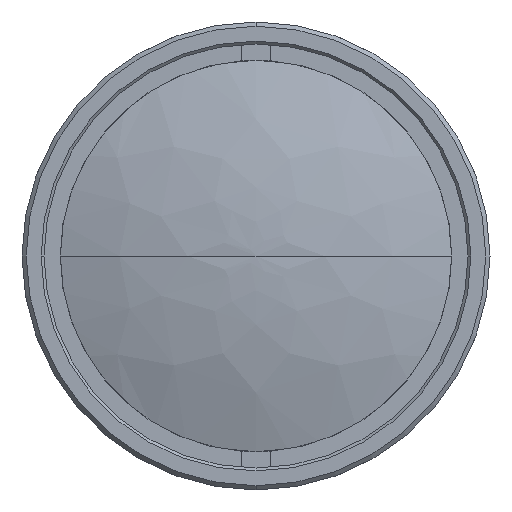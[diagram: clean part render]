
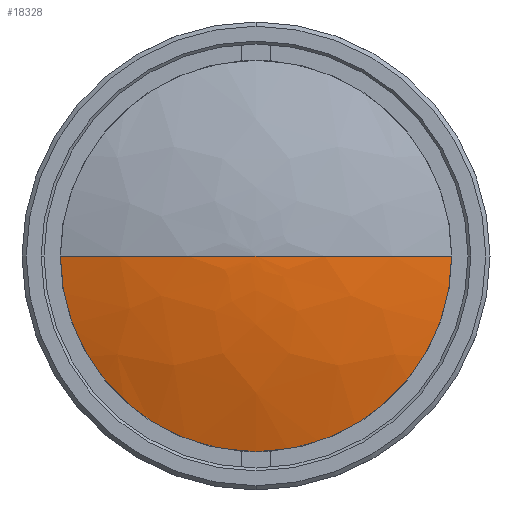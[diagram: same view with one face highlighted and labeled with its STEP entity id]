
A CAD part, left-side view. The second image highlights one B-rep face of the part: STEP entity #18328.
In plain terms, the highlighted free-form (B-spline) face has degree [3, 3] with [4, 4] control points.
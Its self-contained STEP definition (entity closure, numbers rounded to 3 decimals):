
#319 = CARTESIAN_POINT ( 'NONE',  ( -51.518, 0., 0. ) ) ;
#1097 = EDGE_LOOP ( 'NONE', ( #12667, #14612, #2785 ) ) ;
#1403 = CARTESIAN_POINT ( 'NONE',  ( -51.518, -4.882, -9.764 ) ) ;
#1898 = CARTESIAN_POINT ( 'NONE',  ( -51.518, 4.882, 0. ) ) ;
#1977 = CARTESIAN_POINT ( 'NONE',  ( -49.07, 14.3, 0. ) ) ;
#2731 = CARTESIAN_POINT ( 'NONE',  ( -51.518, 0., 0. ) ) ;
#2785 = ORIENTED_EDGE ( 'NONE', *, *, #11195, .F. ) ;
#3485 = DIRECTION ( 'NONE',  ( 1., 0., 0. ) ) ;
#4260 = CARTESIAN_POINT ( 'NONE',  ( -51.518, -4.882, 0. ) ) ;
#4350 = CARTESIAN_POINT ( 'NONE',  ( -50.694, -9.695, 0. ) ) ;
#5340 = VERTEX_POINT ( 'NONE', #18635 ) ;
#6101 =( BOUNDED_CURVE ( )  B_SPLINE_CURVE ( 3, ( #319, #14948, #10690, #8892 ),
 .UNSPECIFIED., .F., .T. ) 
 B_SPLINE_CURVE_WITH_KNOTS ( ( 4, 4 ),
 ( 0., 0.98 ),
 .UNSPECIFIED. ) 
 CURVE ( )  GEOMETRIC_REPRESENTATION_ITEM ( )  RATIONAL_B_SPLINE_CURVE ( ( 1., 0.99, 0.99, 0.999 ) ) 
 REPRESENTATION_ITEM ( '' )  );
#7029 = CARTESIAN_POINT ( 'NONE',  ( -51.518, 0., 0. ) ) ;
#7310 = VERTEX_POINT ( 'NONE', #14708 ) ;
#7715 = CARTESIAN_POINT ( 'NONE',  ( -50.694, 9.695, 0. ) ) ;
#7800 = CARTESIAN_POINT ( 'NONE',  ( -49.07, -14.3, 0. ) ) ;
#8752 = CARTESIAN_POINT ( 'NONE',  ( -50.694, 9.695, -19.389 ) ) ;
#8892 = CARTESIAN_POINT ( 'NONE',  ( -49.07, -14.3, 0. ) ) ;
#9264 =( BOUNDED_SURFACE ( )  B_SPLINE_SURFACE ( 3, 3, ( 
 ( #7029, #9978, #15754, #2731 ),
 ( #4260, #1403, #13006, #17384 ),
 ( #4350, #15957, #8752, #14535 ),
 ( #7800, #10268, #11784, #1977 ) ),
 .UNSPECIFIED., .F., .F., .T. ) 
 B_SPLINE_SURFACE_WITH_KNOTS ( ( 4, 4 ),
 ( 4, 4 ),
 ( 0., 0.98 ),
 ( 0., 1. ),
 .UNSPECIFIED. ) 
 GEOMETRIC_REPRESENTATION_ITEM ( )  RATIONAL_B_SPLINE_SURFACE ( (
 ( 1., 0.333, 0.333, 1.),
 ( 0.99, 0.33, 0.33, 0.99),
 ( 0.99, 0.33, 0.33, 0.99),
 ( 0.999, 0.333, 0.333, 0.999) ) ) 
 REPRESENTATION_ITEM ( '' )  SURFACE ( )  );
#9978 = CARTESIAN_POINT ( 'NONE',  ( -51.518, 0., 0. ) ) ;
#10268 = CARTESIAN_POINT ( 'NONE',  ( -49.07, -14.3, -28.599 ) ) ;
#10690 = CARTESIAN_POINT ( 'NONE',  ( -50.694, -9.695, 0. ) ) ;
#10717 = CARTESIAN_POINT ( 'NONE',  ( -49.07, 0., 0. ) ) ;
#11102 = CIRCLE ( 'NONE', #15640, 14.3 ) ;
#11195 = EDGE_CURVE ( 'NONE', #14119, #5340, #11102, .T. ) ;
#11784 = CARTESIAN_POINT ( 'NONE',  ( -49.07, 14.3, -28.599 ) ) ;
#12667 = ORIENTED_EDGE ( 'NONE', *, *, #16230, .F. ) ;
#12962 = CARTESIAN_POINT ( 'NONE',  ( -49.07, -14.3, 0. ) ) ;
#13006 = CARTESIAN_POINT ( 'NONE',  ( -51.518, 4.882, -9.764 ) ) ;
#14119 = VERTEX_POINT ( 'NONE', #12962 ) ;
#14535 = CARTESIAN_POINT ( 'NONE',  ( -50.694, 9.695, 0. ) ) ;
#14612 = ORIENTED_EDGE ( 'NONE', *, *, #17965, .T. ) ;
#14708 = CARTESIAN_POINT ( 'NONE',  ( -51.518, 0., 0. ) ) ;
#14922 = CARTESIAN_POINT ( 'NONE',  ( -49.07, 14.3, 0. ) ) ;
#14948 = CARTESIAN_POINT ( 'NONE',  ( -51.518, -4.882, 0. ) ) ;
#15079 =( BOUNDED_CURVE ( )  B_SPLINE_CURVE ( 3, ( #17700, #1898, #7715, #14922 ),
 .UNSPECIFIED., .F., .T. ) 
 B_SPLINE_CURVE_WITH_KNOTS ( ( 4, 4 ),
 ( 0., 0.98 ),
 .UNSPECIFIED. ) 
 CURVE ( )  GEOMETRIC_REPRESENTATION_ITEM ( )  RATIONAL_B_SPLINE_CURVE ( ( 1., 0.99, 0.99, 0.999 ) ) 
 REPRESENTATION_ITEM ( '' )  );
#15640 = AXIS2_PLACEMENT_3D ( 'NONE', #10717, #3485, #17861 ) ;
#15754 = CARTESIAN_POINT ( 'NONE',  ( -51.518, 0., 0. ) ) ;
#15957 = CARTESIAN_POINT ( 'NONE',  ( -50.694, -9.695, -19.389 ) ) ;
#16230 = EDGE_CURVE ( 'NONE', #7310, #14119, #6101, .T. ) ;
#17008 = FACE_OUTER_BOUND ( 'NONE', #1097, .T. ) ;
#17384 = CARTESIAN_POINT ( 'NONE',  ( -51.518, 4.882, 0. ) ) ;
#17700 = CARTESIAN_POINT ( 'NONE',  ( -51.518, 0., 0. ) ) ;
#17861 = DIRECTION ( 'NONE',  ( 0., 0., -1. ) ) ;
#17965 = EDGE_CURVE ( 'NONE', #7310, #5340, #15079, .T. ) ;
#18328 = ADVANCED_FACE ( 'NONE', ( #17008 ), #9264, .F. ) ;
#18635 = CARTESIAN_POINT ( 'NONE',  ( -49.07, 14.3, 0. ) ) ;
